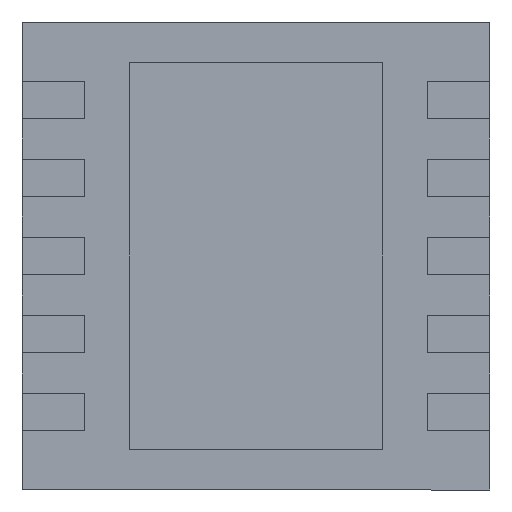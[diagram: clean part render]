
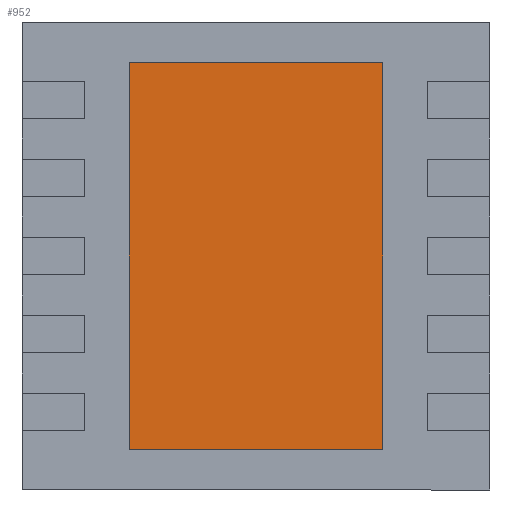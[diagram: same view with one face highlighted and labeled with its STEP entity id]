
A CAD part, front view. The second image highlights one B-rep face of the part: STEP entity #952.
In plain terms, the highlighted planar face has unit normal (0, -1, 0).
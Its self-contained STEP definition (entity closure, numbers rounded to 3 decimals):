
#93 = CARTESIAN_POINT ( 'NONE',  ( -0.813, 0., 1.237 ) ) ;
#174 = LINE ( 'NONE', #2500, #2119 ) ;
#224 = VERTEX_POINT ( 'NONE', #951 ) ;
#235 = LINE ( 'NONE', #3451, #3136 ) ;
#351 = EDGE_CURVE ( 'NONE', #224, #596, #174, .T. ) ;
#352 = EDGE_CURVE ( 'NONE', #939, #807, #845, .T. ) ;
#596 = VERTEX_POINT ( 'NONE', #1024 ) ;
#656 = ORIENTED_EDGE ( 'NONE', *, *, #2271, .T. ) ;
#807 = VERTEX_POINT ( 'NONE', #3123 ) ;
#820 = PLANE ( 'NONE',  #2679 ) ;
#845 = LINE ( 'NONE', #1188, #1296 ) ;
#939 = VERTEX_POINT ( 'NONE', #2663 ) ;
#951 = CARTESIAN_POINT ( 'NONE',  ( 0.812, 0., 1.237 ) ) ;
#952 = ADVANCED_FACE ( 'NONE', ( #2237 ), #820, .T. ) ;
#1024 = CARTESIAN_POINT ( 'NONE',  ( -0.813, 0., 1.237 ) ) ;
#1188 = CARTESIAN_POINT ( 'NONE',  ( 0.813, 0., -1.238 ) ) ;
#1250 = EDGE_CURVE ( 'NONE', #596, #939, #2985, .T. ) ;
#1289 = ORIENTED_EDGE ( 'NONE', *, *, #1250, .T. ) ;
#1296 = VECTOR ( 'NONE', #3313, 1000. ) ;
#1353 = CARTESIAN_POINT ( 'NONE',  ( 0., 0., 0. ) ) ;
#1362 = DIRECTION ( 'NONE',  ( 0., -1., 0. ) ) ;
#1568 = ORIENTED_EDGE ( 'NONE', *, *, #351, .T. ) ;
#1731 = DIRECTION ( 'NONE',  ( 0., 0., -1. ) ) ;
#1877 = DIRECTION ( 'NONE',  ( 0., 0., -1. ) ) ;
#2028 = VECTOR ( 'NONE', #1731, 1000. ) ;
#2119 = VECTOR ( 'NONE', #2770, 1000. ) ;
#2237 = FACE_OUTER_BOUND ( 'NONE', #2366, .T. ) ;
#2271 = EDGE_CURVE ( 'NONE', #807, #224, #235, .T. ) ;
#2366 = EDGE_LOOP ( 'NONE', ( #1568, #1289, #3079, #656 ) ) ;
#2500 = CARTESIAN_POINT ( 'NONE',  ( 0.812, 0., 1.237 ) ) ;
#2663 = CARTESIAN_POINT ( 'NONE',  ( -0.812, 0., -1.238 ) ) ;
#2679 = AXIS2_PLACEMENT_3D ( 'NONE', #1353, #1362, #1877 ) ;
#2770 = DIRECTION ( 'NONE',  ( -1., 0., 0. ) ) ;
#2880 = DIRECTION ( 'NONE',  ( 0., 0., 1. ) ) ;
#2985 = LINE ( 'NONE', #93, #2028 ) ;
#3079 = ORIENTED_EDGE ( 'NONE', *, *, #352, .T. ) ;
#3123 = CARTESIAN_POINT ( 'NONE',  ( 0.813, 0., -1.238 ) ) ;
#3136 = VECTOR ( 'NONE', #2880, 1000. ) ;
#3313 = DIRECTION ( 'NONE',  ( 1., 0., 0. ) ) ;
#3451 = CARTESIAN_POINT ( 'NONE',  ( 0.812, 0., 1.237 ) ) ;
